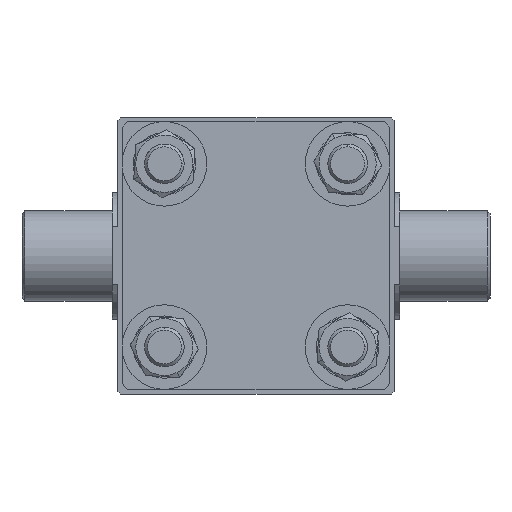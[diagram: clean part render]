
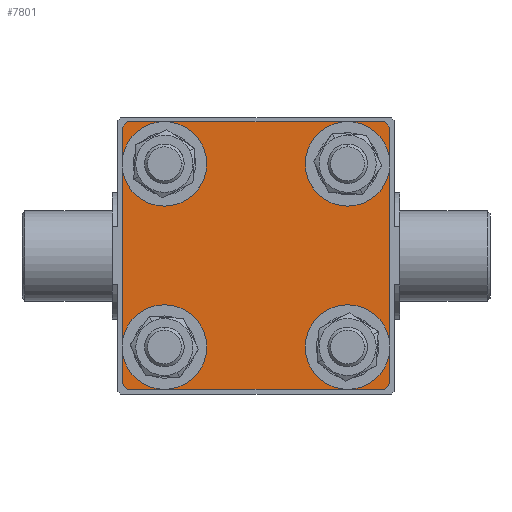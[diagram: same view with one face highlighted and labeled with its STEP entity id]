
A CAD part, top view. The second image highlights one B-rep face of the part: STEP entity #7801.
In plain terms, the highlighted planar face has unit normal (0, 0, 1).
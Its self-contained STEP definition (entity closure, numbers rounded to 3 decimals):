
#120 = EDGE_LOOP ( 'NONE', ( #8523, #8524 ) ) ;
#123 = EDGE_LOOP ( 'NONE', ( #8525, #8526 ) ) ;
#125 = EDGE_LOOP ( 'NONE', ( #8529, #8530 ) ) ;
#126 = EDGE_LOOP ( 'NONE', ( #8531, #8532, #8533, #8534, #8535, #8536, #8537, #8538 ) ) ;
#127 = EDGE_LOOP ( 'NONE', ( #8527, #8528 ) ) ;
#284 = FACE_BOUND ( 'NONE', #127, .T. ) ;
#287 = FACE_OUTER_BOUND ( 'NONE', #126, .T. ) ;
#288 = FACE_BOUND ( 'NONE', #120, .T. ) ;
#290 = FACE_BOUND ( 'NONE', #125, .T. ) ;
#291 = FACE_BOUND ( 'NONE', #123, .T. ) ;
#1352 = AXIS2_PLACEMENT_3D ( 'NONE', #2265, #2266, #2267 ) ;
#1354 = AXIS2_PLACEMENT_3D ( 'NONE', #2275, #2276, #2277 ) ;
#1356 = AXIS2_PLACEMENT_3D ( 'NONE', #2285, #3287, #3288 ) ;
#1358 = AXIS2_PLACEMENT_3D ( 'NONE', #3298, #3299, #3300 ) ;
#1365 = AXIS2_PLACEMENT_3D ( 'NONE', #3357, #3358, #3359 ) ;
#1366 = AXIS2_PLACEMENT_3D ( 'NONE', #3360, #3361, #3362 ) ;
#1367 = AXIS2_PLACEMENT_3D ( 'NONE', #3365, #3366, #3367 ) ;
#1368 = AXIS2_PLACEMENT_3D ( 'NONE', #3368, #3369, #3370 ) ;
#2265 = CARTESIAN_POINT ( 'NONE',  ( 32.5, 32.5, 30. ) ) ;
#2266 = DIRECTION ( 'NONE',  ( 0., 0., 1. ) ) ;
#2267 = DIRECTION ( 'NONE',  ( 1., 0., 0. ) ) ;
#2275 = CARTESIAN_POINT ( 'NONE',  ( -32.5, 32.5, 30. ) ) ;
#2276 = DIRECTION ( 'NONE',  ( 0., 0., 1. ) ) ;
#2277 = DIRECTION ( 'NONE',  ( 1., 0., 0. ) ) ;
#2285 = CARTESIAN_POINT ( 'NONE',  ( -32.5, -32.5, 30. ) ) ;
#2387 = CIRCLE ( 'NONE', #1352, 7.5 ) ;
#2393 = CIRCLE ( 'NONE', #1354, 7.5 ) ;
#2399 = CIRCLE ( 'NONE', #1356, 7.5 ) ;
#2405 = CIRCLE ( 'NONE', #1358, 7.5 ) ;
#2430 = LINE ( 'NONE', #3324, #2432 ) ;
#2432 = VECTOR ( 'NONE', #3325, 1000. ) ;
#2437 = LINE ( 'NONE', #3340, #2440 ) ;
#2440 = VECTOR ( 'NONE', #3341, 1000. ) ;
#2443 = LINE ( 'NONE', #3346, #2446 ) ;
#2446 = VECTOR ( 'NONE', #3347, 1000. ) ;
#2450 = LINE ( 'NONE', #3353, #2453 ) ;
#2453 = VECTOR ( 'NONE', #3354, 1000. ) ;
#2454 = CIRCLE ( 'NONE', #1365, 7.5 ) ;
#2456 = CIRCLE ( 'NONE', #1366, 7.5 ) ;
#2457 = CIRCLE ( 'NONE', #1367, 7.5 ) ;
#2458 = CIRCLE ( 'NONE', #1368, 7.5 ) ;
#2459 = LINE ( 'NONE', #3363, #2461 ) ;
#2460 = LINE ( 'NONE', #3371, #2463 ) ;
#2461 = VECTOR ( 'NONE', #3364, 1000. ) ;
#2462 = LINE ( 'NONE', #3373, #2465 ) ;
#2463 = VECTOR ( 'NONE', #3372, 1000. ) ;
#2464 = LINE ( 'NONE', #3375, #2467 ) ;
#2465 = VECTOR ( 'NONE', #3374, 1000. ) ;
#2467 = VECTOR ( 'NONE', #3376, 1000. ) ;
#3287 = DIRECTION ( 'NONE',  ( 0., 0., 1. ) ) ;
#3288 = DIRECTION ( 'NONE',  ( 1., 0., 0. ) ) ;
#3298 = CARTESIAN_POINT ( 'NONE',  ( 32.5, -32.5, 30. ) ) ;
#3299 = DIRECTION ( 'NONE',  ( 0., 0., 1. ) ) ;
#3300 = DIRECTION ( 'NONE',  ( 1., 0., 0. ) ) ;
#3324 = CARTESIAN_POINT ( 'NONE',  ( 47.5, -47.5, 30. ) ) ;
#3325 = DIRECTION ( 'NONE',  ( 0., 1., 0. ) ) ;
#3340 = CARTESIAN_POINT ( 'NONE',  ( -47.5, 47.5, 30. ) ) ;
#3341 = DIRECTION ( 'NONE',  ( -1., 0., 0. ) ) ;
#3346 = CARTESIAN_POINT ( 'NONE',  ( -47.5, -47.5, 30. ) ) ;
#3347 = DIRECTION ( 'NONE',  ( 0., -1., 0. ) ) ;
#3353 = CARTESIAN_POINT ( 'NONE',  ( -47.5, -47.5, 30. ) ) ;
#3354 = DIRECTION ( 'NONE',  ( 1., 0., 0. ) ) ;
#3357 = CARTESIAN_POINT ( 'NONE',  ( 32.5, 32.5, 30. ) ) ;
#3358 = DIRECTION ( 'NONE',  ( 0., 0., 1. ) ) ;
#3359 = DIRECTION ( 'NONE',  ( 1., 0., 0. ) ) ;
#3360 = CARTESIAN_POINT ( 'NONE',  ( -32.5, 32.5, 30. ) ) ;
#3361 = DIRECTION ( 'NONE',  ( 0., 0., 1. ) ) ;
#3362 = DIRECTION ( 'NONE',  ( 1., 0., 0. ) ) ;
#3363 = CARTESIAN_POINT ( 'NONE',  ( 47.5, -45.5, 30. ) ) ;
#3364 = DIRECTION ( 'NONE',  ( 0.707, 0.707, 0. ) ) ;
#3365 = CARTESIAN_POINT ( 'NONE',  ( -32.5, -32.5, 30. ) ) ;
#3366 = DIRECTION ( 'NONE',  ( 0., 0., 1. ) ) ;
#3367 = DIRECTION ( 'NONE',  ( 1., 0., 0. ) ) ;
#3368 = CARTESIAN_POINT ( 'NONE',  ( 32.5, -32.5, 30. ) ) ;
#3369 = DIRECTION ( 'NONE',  ( 0., 0., 1. ) ) ;
#3370 = DIRECTION ( 'NONE',  ( 1., 0., 0. ) ) ;
#3371 = CARTESIAN_POINT ( 'NONE',  ( 45.5, 47.5, 30. ) ) ;
#3372 = DIRECTION ( 'NONE',  ( -0.707, 0.707, 0. ) ) ;
#3373 = CARTESIAN_POINT ( 'NONE',  ( -47.5, 45.5, 30. ) ) ;
#3374 = DIRECTION ( 'NONE',  ( -0.707, -0.707, 0. ) ) ;
#3375 = CARTESIAN_POINT ( 'NONE',  ( -45.5, -47.5, 30. ) ) ;
#3376 = DIRECTION ( 'NONE',  ( 0.707, -0.707, 0. ) ) ;
#4428 = DIRECTION ( 'NONE',  ( -1., 0., 0. ) ) ;
#4437 = DIRECTION ( 'NONE',  ( 0., 0., -1. ) ) ;
#4453 = PLANE ( 'NONE',  #8879 ) ;
#4463 = CARTESIAN_POINT ( 'NONE',  ( 0., 0., 30. ) ) ;
#6358 = VERTEX_POINT ( 'NONE', #6674 ) ;
#6370 = VERTEX_POINT ( 'NONE', #6665 ) ;
#6371 = VERTEX_POINT ( 'NONE', #6658 ) ;
#6374 = VERTEX_POINT ( 'NONE', #6610 ) ;
#6375 = VERTEX_POINT ( 'NONE', #6606 ) ;
#6378 = VERTEX_POINT ( 'NONE', #6600 ) ;
#6379 = VERTEX_POINT ( 'NONE', #6598 ) ;
#6382 = VERTEX_POINT ( 'NONE', #6624 ) ;
#6383 = VERTEX_POINT ( 'NONE', #6565 ) ;
#6389 = VERTEX_POINT ( 'NONE', #6699 ) ;
#6391 = VERTEX_POINT ( 'NONE', #6638 ) ;
#6392 = VERTEX_POINT ( 'NONE', #6689 ) ;
#6393 = VERTEX_POINT ( 'NONE', #6694 ) ;
#6394 = VERTEX_POINT ( 'NONE', #6631 ) ;
#6395 = VERTEX_POINT ( 'NONE', #6666 ) ;
#6396 = VERTEX_POINT ( 'NONE', #6670 ) ;
#6565 = CARTESIAN_POINT ( 'NONE',  ( 40., -32.5, 30. ) ) ;
#6598 = CARTESIAN_POINT ( 'NONE',  ( -25., -32.5, 30. ) ) ;
#6600 = CARTESIAN_POINT ( 'NONE',  ( -40., -32.5, 30. ) ) ;
#6606 = CARTESIAN_POINT ( 'NONE',  ( -25., 32.5, 30. ) ) ;
#6610 = CARTESIAN_POINT ( 'NONE',  ( -40., 32.5, 30. ) ) ;
#6624 = CARTESIAN_POINT ( 'NONE',  ( 25., -32.5, 30. ) ) ;
#6631 = CARTESIAN_POINT ( 'NONE',  ( -47.5, -45.5, 30. ) ) ;
#6638 = CARTESIAN_POINT ( 'NONE',  ( 47.5, -45.5, 30. ) ) ;
#6658 = CARTESIAN_POINT ( 'NONE',  ( 40., 32.5, 30. ) ) ;
#6665 = CARTESIAN_POINT ( 'NONE',  ( 25., 32.5, 30. ) ) ;
#6666 = CARTESIAN_POINT ( 'NONE',  ( -47.5, 45.5, 30. ) ) ;
#6670 = CARTESIAN_POINT ( 'NONE',  ( 45.5, -47.5, 30. ) ) ;
#6674 = CARTESIAN_POINT ( 'NONE',  ( -45.5, 47.5, 30. ) ) ;
#6689 = CARTESIAN_POINT ( 'NONE',  ( 45.5, 47.5, 30. ) ) ;
#6694 = CARTESIAN_POINT ( 'NONE',  ( -45.5, -47.5, 30. ) ) ;
#6699 = CARTESIAN_POINT ( 'NONE',  ( 47.5, 45.5, 30. ) ) ;
#7801 = ADVANCED_FACE ( 'NONE', ( #288, #291, #284, #290, #287 ), #4453, .F. ) ;
#8523 = ORIENTED_EDGE ( 'NONE', *, *, #9611, .F. ) ;
#8524 = ORIENTED_EDGE ( 'NONE', *, *, #9571, .F. ) ;
#8525 = ORIENTED_EDGE ( 'NONE', *, *, #9612, .F. ) ;
#8526 = ORIENTED_EDGE ( 'NONE', *, *, #9575, .F. ) ;
#8527 = ORIENTED_EDGE ( 'NONE', *, *, #9613, .F. ) ;
#8528 = ORIENTED_EDGE ( 'NONE', *, *, #9579, .F. ) ;
#8529 = ORIENTED_EDGE ( 'NONE', *, *, #9614, .F. ) ;
#8530 = ORIENTED_EDGE ( 'NONE', *, *, #9583, .F. ) ;
#8531 = ORIENTED_EDGE ( 'NONE', *, *, #9609, .T. ) ;
#8532 = ORIENTED_EDGE ( 'NONE', *, *, #9615, .T. ) ;
#8533 = ORIENTED_EDGE ( 'NONE', *, *, #9598, .T. ) ;
#8534 = ORIENTED_EDGE ( 'NONE', *, *, #9616, .T. ) ;
#8535 = ORIENTED_EDGE ( 'NONE', *, *, #9602, .T. ) ;
#8536 = ORIENTED_EDGE ( 'NONE', *, *, #9617, .T. ) ;
#8537 = ORIENTED_EDGE ( 'NONE', *, *, #9605, .T. ) ;
#8538 = ORIENTED_EDGE ( 'NONE', *, *, #9618, .T. ) ;
#8879 = AXIS2_PLACEMENT_3D ( 'NONE', #4463, #4437, #4428 ) ;
#9571 = EDGE_CURVE ( 'NONE', #6370, #6371, #2387, .T. ) ;
#9575 = EDGE_CURVE ( 'NONE', #6374, #6375, #2393, .T. ) ;
#9579 = EDGE_CURVE ( 'NONE', #6378, #6379, #2399, .T. ) ;
#9583 = EDGE_CURVE ( 'NONE', #6382, #6383, #2405, .T. ) ;
#9598 = EDGE_CURVE ( 'NONE', #6391, #6389, #2430, .T. ) ;
#9602 = EDGE_CURVE ( 'NONE', #6392, #6358, #2437, .T. ) ;
#9605 = EDGE_CURVE ( 'NONE', #6395, #6394, #2443, .T. ) ;
#9609 = EDGE_CURVE ( 'NONE', #6393, #6396, #2450, .T. ) ;
#9611 = EDGE_CURVE ( 'NONE', #6371, #6370, #2454, .T. ) ;
#9612 = EDGE_CURVE ( 'NONE', #6375, #6374, #2456, .T. ) ;
#9613 = EDGE_CURVE ( 'NONE', #6379, #6378, #2457, .T. ) ;
#9614 = EDGE_CURVE ( 'NONE', #6383, #6382, #2458, .T. ) ;
#9615 = EDGE_CURVE ( 'NONE', #6396, #6391, #2459, .T. ) ;
#9616 = EDGE_CURVE ( 'NONE', #6389, #6392, #2460, .T. ) ;
#9617 = EDGE_CURVE ( 'NONE', #6358, #6395, #2462, .T. ) ;
#9618 = EDGE_CURVE ( 'NONE', #6394, #6393, #2464, .T. ) ;
